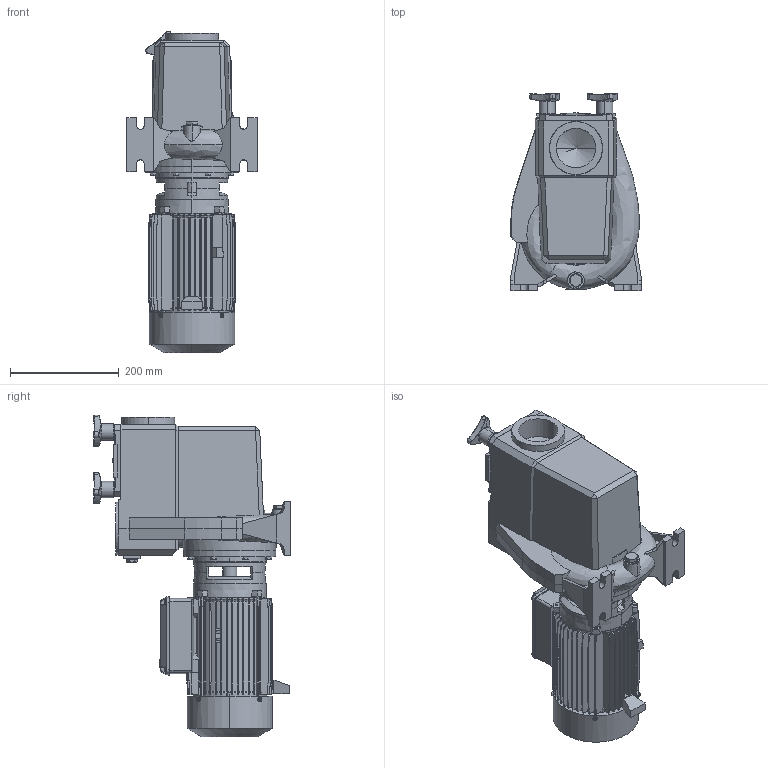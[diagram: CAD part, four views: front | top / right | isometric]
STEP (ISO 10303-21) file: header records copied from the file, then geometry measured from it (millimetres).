
FILE_DESCRIPTION (( 'STEP AP214' ), '1' );
FILE_NAME ('4.93.514.03swa01.step', '2022-08-12T09:52:32', ( '' ), ( '' ), 'SwSTEP 2.0', 'SolidWorks 2020', '' );
FILE_SCHEMA (( 'AUTOMOTIVE_DESIGN' ));
Length unit declared in the file: millimetre
Products named in the file (2): Copia di 86934^4.93.514.03swa01; 4.93.514.03swa01
Assembly tree (1 placements, depth 2):
  4.93.514.03swa01
    Copia di 86934^4.93.514.03swa01
Bounding box: 240 x 362.7 x 591.98 mm (x, y, z)
Volume: 15417693.3 mm3; surface area: 975158.1 mm2
Topology: 18 solids, 18 shells, 2759 faces, 7658 edges, 5036 vertices
Faces by surface type: bspline 1132, plane 1090, cylinder 290, cone 221, sphere 16, torus 10
Entity records: 100261 total; most frequent: CARTESIAN_POINT 35787, ORIENTED_EDGE 15298, DIRECTION 10018, EDGE_CURVE 7649, VERTEX_POINT 5036, VECTOR 4920, LINE 4920, EDGE_LOOP 2889
